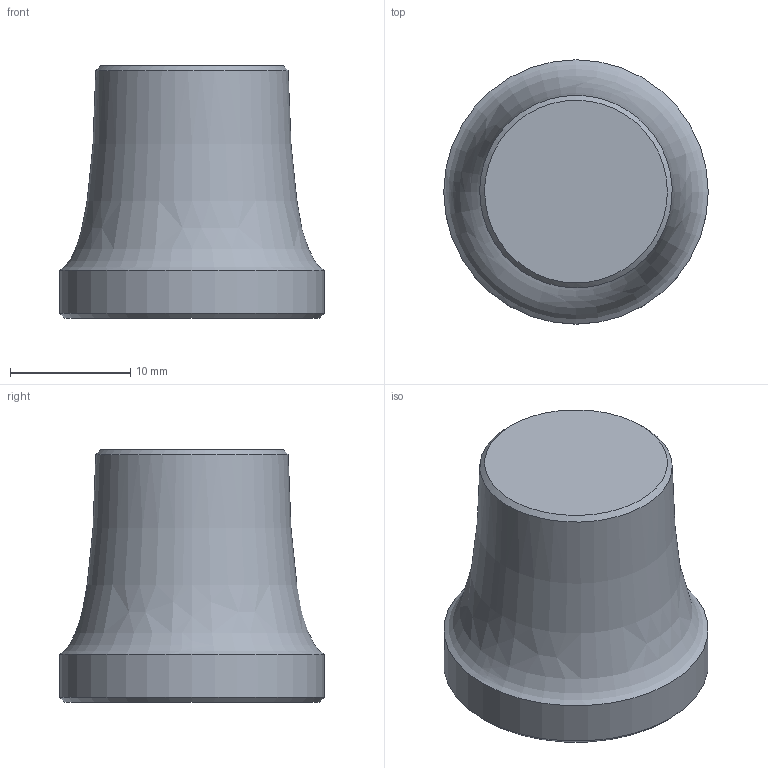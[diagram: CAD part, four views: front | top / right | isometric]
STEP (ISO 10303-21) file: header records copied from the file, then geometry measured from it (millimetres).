
FILE_DESCRIPTION(('FreeCAD Model'),'2;1');
FILE_NAME( 'PotiKnob1.step', '2020-01-02T23:45:02',('Author'),(''), 'Open CASCADE STEP processor 7.3','FreeCAD','Unknown');
FILE_SCHEMA(('AUTOMOTIVE_DESIGN { 1 0 10303 214 1 1 1 1 }'));
Length unit declared in the file: millimetre
Products named in the file (1): Gehäuse
Bounding box: 22 x 22 x 21 mm (x, y, z)
Volume: 2191.2 mm3; surface area: 2639.3 mm2
Topology: 1 solids, 1 shells, 14 faces, 28 edges, 17 vertices
Faces by surface type: plane 7, revolution 2, cylinder 2, cone 2, bspline 1
Full cylindrical faces by diameter (mm): 20 x1, 22 x1
Entity records: 998 total; most frequent: CARTESIAN_POINT 404, DIRECTION 102, ORIENTED_EDGE 56, PCURVE 56, DEFINITIONAL_REPRESENTATION 56, LINE 56, VECTOR 56, EDGE_CURVE 28
